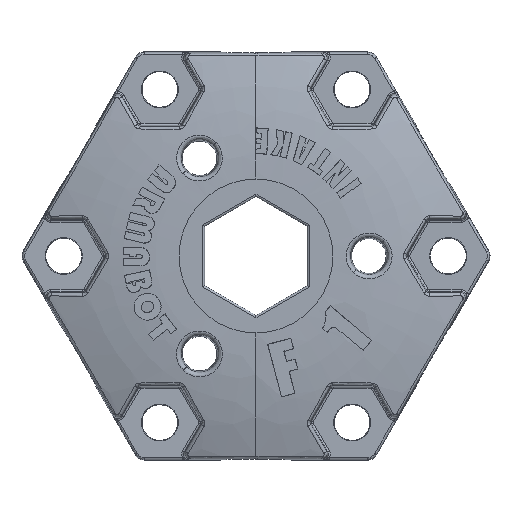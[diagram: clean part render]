
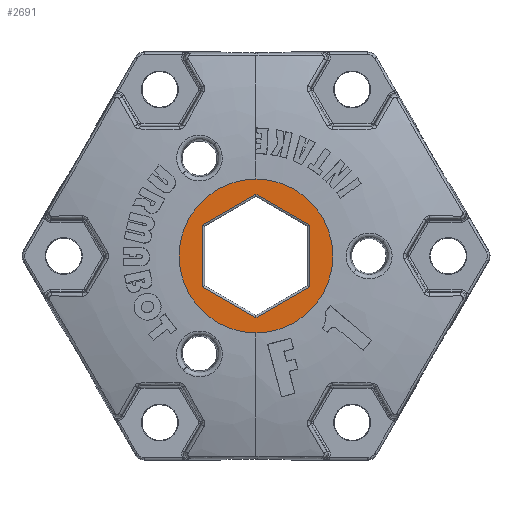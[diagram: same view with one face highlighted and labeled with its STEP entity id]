
A CAD part, front view. The second image highlights one B-rep face of the part: STEP entity #2691.
In plain terms, the highlighted planar face has unit normal (0, -1, 0).
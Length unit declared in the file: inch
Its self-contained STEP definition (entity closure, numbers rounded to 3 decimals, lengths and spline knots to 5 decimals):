
#2 = DIRECTION ( 'NONE',  ( 0., 1., 0. ) ) ;
#656 = CARTESIAN_POINT ( 'NONE',  ( -0.26059, 0., -0.15045 ) ) ;
#774 = VECTOR ( 'NONE', #8913, 39.37008 ) ;
#1242 = CARTESIAN_POINT ( 'NONE',  ( -0.13029, 0., 0.22568 ) ) ;
#1299 = CARTESIAN_POINT ( 'NONE',  ( 0.13029, 0., 0.22568 ) ) ;
#1653 = DIRECTION ( 'NONE',  ( -0.866, 0., -0.5 ) ) ;
#1807 = CARTESIAN_POINT ( 'NONE',  ( 0., 0., 0.3009 ) ) ;
#1994 = CARTESIAN_POINT ( 'NONE',  ( 0., 0., 0.375 ) ) ;
#2424 = ORIENTED_EDGE ( 'NONE', *, *, #18617, .F. ) ;
#2590 = AXIS2_PLACEMENT_3D ( 'NONE', #23446, #10688, #25614 ) ;
#2683 = CARTESIAN_POINT ( 'NONE',  ( 0., 0., -0.375 ) ) ;
#2691 = ADVANCED_FACE ( 'NONE', ( #19905, #9258 ), #6419, .F. ) ;
#3084 = VECTOR ( 'NONE', #7734, 39.37008 ) ;
#3379 = DIRECTION ( 'NONE',  ( 0.866, 0., 0.5 ) ) ;
#3439 = CARTESIAN_POINT ( 'NONE',  ( 0.26059, 0., -0.15045 ) ) ;
#3825 = EDGE_LOOP ( 'NONE', ( #2424, #14480 ) ) ;
#4136 = VECTOR ( 'NONE', #27227, 39.37008 ) ;
#4193 = DIRECTION ( 'NONE',  ( 0., 0., 1. ) ) ;
#5820 = ORIENTED_EDGE ( 'NONE', *, *, #15434, .T. ) ;
#6419 = PLANE ( 'NONE',  #18219 ) ;
#7701 = CIRCLE ( 'NONE', #2590, 0.375 ) ;
#7734 = DIRECTION ( 'NONE',  ( 0.866, 0., -0.5 ) ) ;
#7826 = VERTEX_POINT ( 'NONE', #2683 ) ;
#8076 = LINE ( 'NONE', #1299, #3084 ) ;
#8111 = VERTEX_POINT ( 'NONE', #1807 ) ;
#8399 = CARTESIAN_POINT ( 'NONE',  ( 0., 0., 0. ) ) ;
#8455 = ORIENTED_EDGE ( 'NONE', *, *, #26652, .T. ) ;
#8659 = AXIS2_PLACEMENT_3D ( 'NONE', #8399, #23298, #10554 ) ;
#8913 = DIRECTION ( 'NONE',  ( -0.866, 0., 0.5 ) ) ;
#9184 = EDGE_LOOP ( 'NONE', ( #8455, #15323, #5820, #23907, #9363, #9577 ) ) ;
#9258 = FACE_OUTER_BOUND ( 'NONE', #3825, .T. ) ;
#9363 = ORIENTED_EDGE ( 'NONE', *, *, #16496, .T. ) ;
#9577 = ORIENTED_EDGE ( 'NONE', *, *, #19256, .T. ) ;
#10554 = DIRECTION ( 'NONE',  ( 0., 0., 1. ) ) ;
#10688 = DIRECTION ( 'NONE',  ( 0., 1., 0. ) ) ;
#10773 = EDGE_CURVE ( 'NONE', #8111, #25544, #8076, .T. ) ;
#11665 = VECTOR ( 'NONE', #11776, 39.37008 ) ;
#11776 = DIRECTION ( 'NONE',  ( 0., 0., 1. ) ) ;
#11873 = CARTESIAN_POINT ( 'NONE',  ( -0.26059, 0., 0. ) ) ;
#11936 = LINE ( 'NONE', #27178, #23260 ) ;
#13071 = VECTOR ( 'NONE', #3379, 39.37008 ) ;
#13323 = VERTEX_POINT ( 'NONE', #15349 ) ;
#14158 = CARTESIAN_POINT ( 'NONE',  ( 0.26059, 0., 0.15045 ) ) ;
#14480 = ORIENTED_EDGE ( 'NONE', *, *, #19497, .F. ) ;
#14835 = VERTEX_POINT ( 'NONE', #3439 ) ;
#15088 = CARTESIAN_POINT ( 'NONE',  ( -0.26059, 0., 0.15045 ) ) ;
#15323 = ORIENTED_EDGE ( 'NONE', *, *, #10773, .T. ) ;
#15349 = CARTESIAN_POINT ( 'NONE',  ( 0., 0., -0.3009 ) ) ;
#15434 = EDGE_CURVE ( 'NONE', #25544, #14835, #22463, .T. ) ;
#16496 = EDGE_CURVE ( 'NONE', #13323, #22790, #17748, .T. ) ;
#16895 = CARTESIAN_POINT ( 'NONE',  ( 0., 0., 0. ) ) ;
#17748 = LINE ( 'NONE', #23811, #774 ) ;
#18219 = AXIS2_PLACEMENT_3D ( 'NONE', #16895, #2, #4193 ) ;
#18617 = EDGE_CURVE ( 'NONE', #18946, #7826, #7701, .T. ) ;
#18946 = VERTEX_POINT ( 'NONE', #1994 ) ;
#19256 = EDGE_CURVE ( 'NONE', #22790, #27321, #22980, .T. ) ;
#19497 = EDGE_CURVE ( 'NONE', #7826, #18946, #26671, .T. ) ;
#19905 = FACE_BOUND ( 'NONE', #9184, .T. ) ;
#21370 = EDGE_CURVE ( 'NONE', #14835, #13323, #11936, .T. ) ;
#22463 = LINE ( 'NONE', #25090, #4136 ) ;
#22790 = VERTEX_POINT ( 'NONE', #656 ) ;
#22980 = LINE ( 'NONE', #11873, #11665 ) ;
#23260 = VECTOR ( 'NONE', #1653, 39.37008 ) ;
#23298 = DIRECTION ( 'NONE',  ( 0., 1., 0. ) ) ;
#23446 = CARTESIAN_POINT ( 'NONE',  ( 0., 0., 0. ) ) ;
#23811 = CARTESIAN_POINT ( 'NONE',  ( -0.13029, 0., -0.22568 ) ) ;
#23907 = ORIENTED_EDGE ( 'NONE', *, *, #21370, .T. ) ;
#24429 = LINE ( 'NONE', #1242, #13071 ) ;
#25090 = CARTESIAN_POINT ( 'NONE',  ( 0.26059, 0., 0. ) ) ;
#25544 = VERTEX_POINT ( 'NONE', #14158 ) ;
#25614 = DIRECTION ( 'NONE',  ( 0., 0., 1. ) ) ;
#26652 = EDGE_CURVE ( 'NONE', #27321, #8111, #24429, .T. ) ;
#26671 = CIRCLE ( 'NONE', #8659, 0.375 ) ;
#27178 = CARTESIAN_POINT ( 'NONE',  ( 0.13029, 0., -0.22568 ) ) ;
#27227 = DIRECTION ( 'NONE',  ( 0., 0., -1. ) ) ;
#27321 = VERTEX_POINT ( 'NONE', #15088 ) ;
